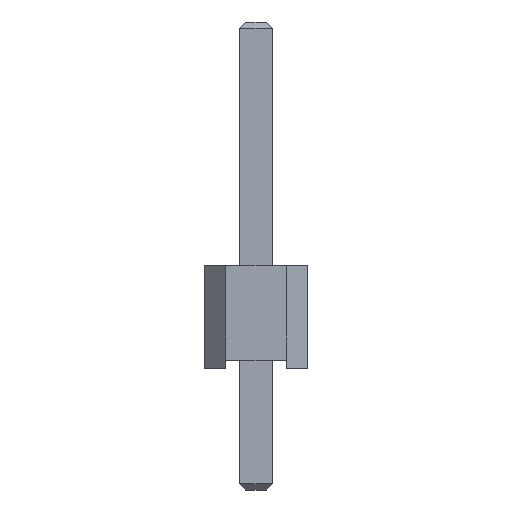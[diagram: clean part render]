
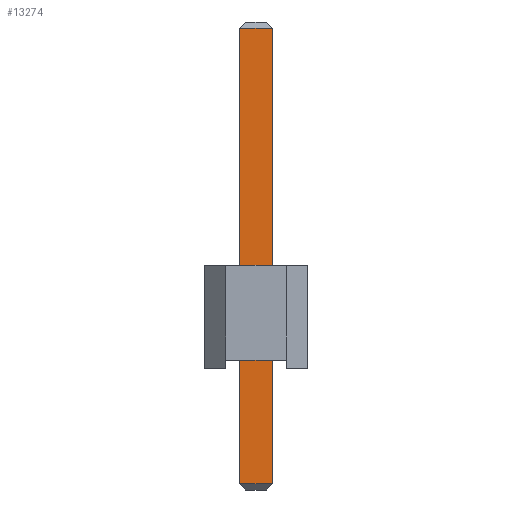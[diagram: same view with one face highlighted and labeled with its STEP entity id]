
A CAD part, front view. The second image highlights one B-rep face of the part: STEP entity #13274.
In plain terms, the highlighted planar face has unit normal (0, -1, 0).
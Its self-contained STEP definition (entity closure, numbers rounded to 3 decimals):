
#12862 = PLANE('',#12863);
#12863 = AXIS2_PLACEMENT_3D('',#12864,#12865,#12866);
#12864 = CARTESIAN_POINT('',(-0.4,-0.4,-3.));
#12865 = DIRECTION('',(-1.,0.,0.));
#12866 = DIRECTION('',(0.,1.,0.));
#12918 = PLANE('',#12919);
#12919 = AXIS2_PLACEMENT_3D('',#12920,#12921,#12922);
#12920 = CARTESIAN_POINT('',(0.4,0.4,-3.));
#12921 = DIRECTION('',(1.,0.,0.));
#12922 = DIRECTION('',(0.,-1.,0.));
#12959 = EDGE_CURVE('',#12960,#12962,#12964,.T.);
#12960 = VERTEX_POINT('',#12961);
#12961 = CARTESIAN_POINT('',(-0.4,-0.4,-2.85));
#12962 = VERTEX_POINT('',#12963);
#12963 = CARTESIAN_POINT('',(-0.4,-0.4,8.39));
#12964 = SURFACE_CURVE('',#12965,(#12969,#12976),.PCURVE_S1.);
#12965 = LINE('',#12966,#12967);
#12966 = CARTESIAN_POINT('',(-0.4,-0.4,-3.));
#12967 = VECTOR('',#12968,1.);
#12968 = DIRECTION('',(0.,0.,1.));
#12969 = PCURVE('',#12862,#12970);
#12970 = DEFINITIONAL_REPRESENTATION('',(#12971),#12975);
#12971 = LINE('',#12972,#12973);
#12972 = CARTESIAN_POINT('',(0.,0.));
#12973 = VECTOR('',#12974,1.);
#12974 = DIRECTION('',(0.,-1.));
#12975 = ( GEOMETRIC_REPRESENTATION_CONTEXT(2) 
PARAMETRIC_REPRESENTATION_CONTEXT() REPRESENTATION_CONTEXT('2D SPACE',''
  ) );
#12976 = PCURVE('',#12977,#12982);
#12977 = PLANE('',#12978);
#12978 = AXIS2_PLACEMENT_3D('',#12979,#12980,#12981);
#12979 = CARTESIAN_POINT('',(0.4,-0.4,-3.));
#12980 = DIRECTION('',(0.,-1.,0.));
#12981 = DIRECTION('',(-1.,0.,0.));
#12982 = DEFINITIONAL_REPRESENTATION('',(#12983),#12987);
#12983 = LINE('',#12984,#12985);
#12984 = CARTESIAN_POINT('',(0.8,0.));
#12985 = VECTOR('',#12986,1.);
#12986 = DIRECTION('',(0.,-1.));
#12987 = ( GEOMETRIC_REPRESENTATION_CONTEXT(2) 
PARAMETRIC_REPRESENTATION_CONTEXT() REPRESENTATION_CONTEXT('2D SPACE',''
  ) );
#13209 = VERTEX_POINT('',#13210);
#13210 = CARTESIAN_POINT('',(0.4,-0.4,8.39));
#13231 = EDGE_CURVE('',#13232,#13209,#13234,.T.);
#13232 = VERTEX_POINT('',#13233);
#13233 = CARTESIAN_POINT('',(0.4,-0.4,-2.85));
#13234 = SURFACE_CURVE('',#13235,(#13239,#13246),.PCURVE_S1.);
#13235 = LINE('',#13236,#13237);
#13236 = CARTESIAN_POINT('',(0.4,-0.4,-3.));
#13237 = VECTOR('',#13238,1.);
#13238 = DIRECTION('',(0.,0.,1.));
#13239 = PCURVE('',#12918,#13240);
#13240 = DEFINITIONAL_REPRESENTATION('',(#13241),#13245);
#13241 = LINE('',#13242,#13243);
#13242 = CARTESIAN_POINT('',(0.8,0.));
#13243 = VECTOR('',#13244,1.);
#13244 = DIRECTION('',(0.,-1.));
#13245 = ( GEOMETRIC_REPRESENTATION_CONTEXT(2) 
PARAMETRIC_REPRESENTATION_CONTEXT() REPRESENTATION_CONTEXT('2D SPACE',''
  ) );
#13246 = PCURVE('',#12977,#13247);
#13247 = DEFINITIONAL_REPRESENTATION('',(#13248),#13252);
#13248 = LINE('',#13249,#13250);
#13249 = CARTESIAN_POINT('',(0.,-0.));
#13250 = VECTOR('',#13251,1.);
#13251 = DIRECTION('',(0.,-1.));
#13252 = ( GEOMETRIC_REPRESENTATION_CONTEXT(2) 
PARAMETRIC_REPRESENTATION_CONTEXT() REPRESENTATION_CONTEXT('2D SPACE',''
  ) );
#13274 = ADVANCED_FACE('',(#13275),#12977,.T.);
#13275 = FACE_BOUND('',#13276,.T.);
#13276 = EDGE_LOOP('',(#13277,#13278,#13304,#13305));
#13277 = ORIENTED_EDGE('',*,*,#13231,.T.);
#13278 = ORIENTED_EDGE('',*,*,#13279,.T.);
#13279 = EDGE_CURVE('',#13209,#12962,#13280,.T.);
#13280 = SURFACE_CURVE('',#13281,(#13285,#13292),.PCURVE_S1.);
#13281 = LINE('',#13282,#13283);
#13282 = CARTESIAN_POINT('',(0.4,-0.4,8.39));
#13283 = VECTOR('',#13284,1.);
#13284 = DIRECTION('',(-1.,0.,0.));
#13285 = PCURVE('',#12977,#13286);
#13286 = DEFINITIONAL_REPRESENTATION('',(#13287),#13291);
#13287 = LINE('',#13288,#13289);
#13288 = CARTESIAN_POINT('',(0.,-11.39));
#13289 = VECTOR('',#13290,1.);
#13290 = DIRECTION('',(1.,0.));
#13291 = ( GEOMETRIC_REPRESENTATION_CONTEXT(2) 
PARAMETRIC_REPRESENTATION_CONTEXT() REPRESENTATION_CONTEXT('2D SPACE',''
  ) );
#13292 = PCURVE('',#13293,#13298);
#13293 = PLANE('',#13294);
#13294 = AXIS2_PLACEMENT_3D('',#13295,#13296,#13297);
#13295 = CARTESIAN_POINT('',(0.4,-0.325,8.465));
#13296 = DIRECTION('',(0.,-0.707,0.707));
#13297 = DIRECTION('',(1.,0.,0.));
#13298 = DEFINITIONAL_REPRESENTATION('',(#13299),#13303);
#13299 = LINE('',#13300,#13301);
#13300 = CARTESIAN_POINT('',(-0.,-0.106));
#13301 = VECTOR('',#13302,1.);
#13302 = DIRECTION('',(-1.,0.));
#13303 = ( GEOMETRIC_REPRESENTATION_CONTEXT(2) 
PARAMETRIC_REPRESENTATION_CONTEXT() REPRESENTATION_CONTEXT('2D SPACE',''
  ) );
#13304 = ORIENTED_EDGE('',*,*,#12959,.F.);
#13305 = ORIENTED_EDGE('',*,*,#13306,.F.);
#13306 = EDGE_CURVE('',#13232,#12960,#13307,.T.);
#13307 = SURFACE_CURVE('',#13308,(#13312,#13319),.PCURVE_S1.);
#13308 = LINE('',#13309,#13310);
#13309 = CARTESIAN_POINT('',(0.4,-0.4,-2.85));
#13310 = VECTOR('',#13311,1.);
#13311 = DIRECTION('',(-1.,0.,0.));
#13312 = PCURVE('',#12977,#13313);
#13313 = DEFINITIONAL_REPRESENTATION('',(#13314),#13318);
#13314 = LINE('',#13315,#13316);
#13315 = CARTESIAN_POINT('',(0.,-0.15));
#13316 = VECTOR('',#13317,1.);
#13317 = DIRECTION('',(1.,0.));
#13318 = ( GEOMETRIC_REPRESENTATION_CONTEXT(2) 
PARAMETRIC_REPRESENTATION_CONTEXT() REPRESENTATION_CONTEXT('2D SPACE',''
  ) );
#13319 = PCURVE('',#13320,#13325);
#13320 = PLANE('',#13321);
#13321 = AXIS2_PLACEMENT_3D('',#13322,#13323,#13324);
#13322 = CARTESIAN_POINT('',(0.4,-0.325,-2.925));
#13323 = DIRECTION('',(0.,0.707,0.707)
  );
#13324 = DIRECTION('',(1.,0.,0.));
#13325 = DEFINITIONAL_REPRESENTATION('',(#13326),#13330);
#13326 = LINE('',#13327,#13328);
#13327 = CARTESIAN_POINT('',(-0.,-0.106));
#13328 = VECTOR('',#13329,1.);
#13329 = DIRECTION('',(-1.,0.));
#13330 = ( GEOMETRIC_REPRESENTATION_CONTEXT(2) 
PARAMETRIC_REPRESENTATION_CONTEXT() REPRESENTATION_CONTEXT('2D SPACE',''
  ) );
